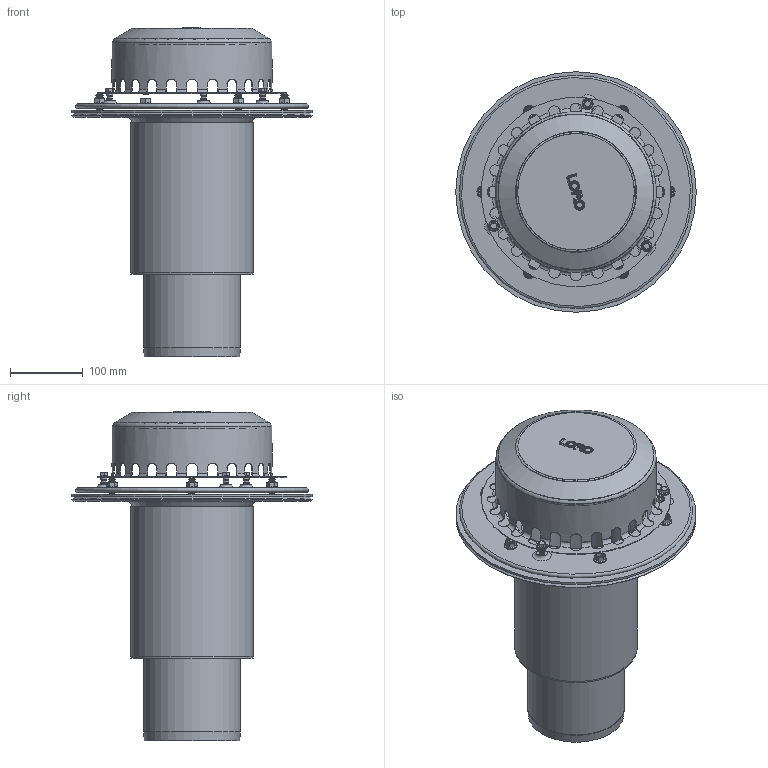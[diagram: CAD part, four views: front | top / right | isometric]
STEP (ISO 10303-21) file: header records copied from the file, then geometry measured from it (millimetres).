
FILE_DESCRIPTION(/* description */ (''),/* implementation_level */ '2;1');
FILE_NAME(/* name */ '22102.125X_3D.stp',/* time_stamp */ '2024-12-12T09:29:40+01:00',/* author */ ('CAD'),/* organization */ (''),/* preprocessor_version */ 'ST-DEVELOPER v20',/* originating_system */ 'AutoCAD Mechanical',/* authorisation */ '');
FILE_SCHEMA (('AUTOMOTIVE_DESIGN { 1 0 10303 214 3 1 1 }'));
Length unit declared in the file: millimetre
Products named in the file (6): Product; *S3; *U5; *U4; *U7; *U6
Assembly tree (12 placements, depth 3):
  Product
    *S3
    *U5
      *U4  x6
    *U7
      *U6  x3
Bounding box: 330 x 330 x 452.25 mm (x, y, z)
Volume: 3413456 mm3; surface area: 1456820.3 mm2
Topology: 31 solids, 31 shells, 834 faces, 2017 edges, 1232 vertices
Faces by surface type: cone 324, plane 232, cylinder 166, torus 106, sphere 3, bspline 3
Full cylindrical faces by diameter (mm): 6.647 x1, 6.65 x1, 7 x12, 8 x22, 9.5 x2, 10 x6, 10.5 x2, 12 x1, 14 x6, 16 x7, 129 x1, 133 x2, 133.1 x1, 141 x1, 153 x1, 162.3 x1, 162.5 x1, 168 x1, 168.3 x1, 190 x1, 213.5 x1, 218 x2, 220 x1, 260 x1, 330 x1
Entity records: 24743 total; most frequent: CARTESIAN_POINT 7994, DIRECTION 3600, ORIENTED_EDGE 3396, EDGE_CURVE 1698, AXIS2_PLACEMENT_3D 1484, VERTEX_POINT 1043, EDGE_LOOP 797, CIRCLE 773
